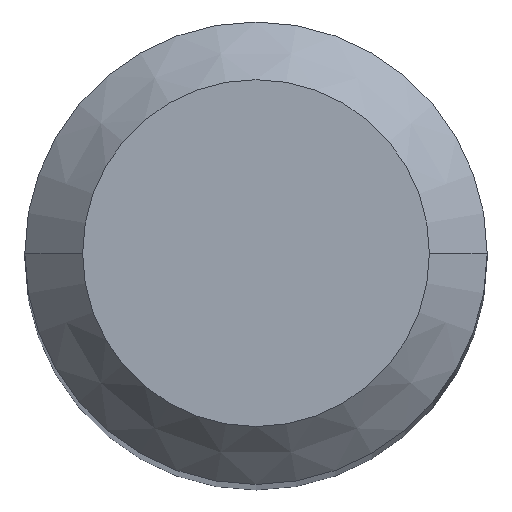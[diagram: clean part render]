
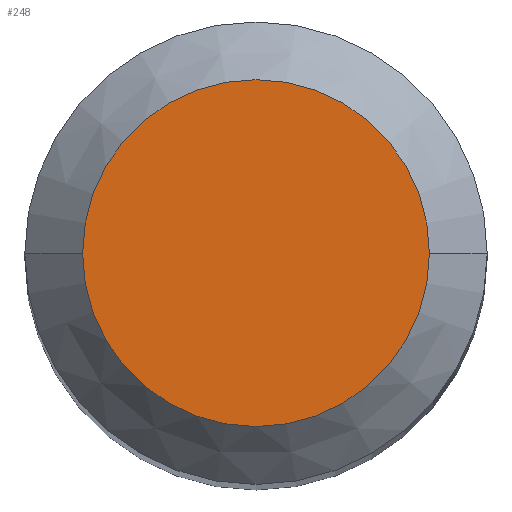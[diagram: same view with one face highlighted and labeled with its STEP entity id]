
A CAD part, top view. The second image highlights one B-rep face of the part: STEP entity #248.
In plain terms, the highlighted planar face has unit normal (0, 0, 1).
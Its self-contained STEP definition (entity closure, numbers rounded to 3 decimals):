
#61=CARTESIAN_POINT('',(0.,0.,57.));
#62=DIRECTION('',(0.,0.,1.));
#63=DIRECTION('',(1.,0.,0.));
#64=AXIS2_PLACEMENT_3D('',#61,#62,#63);
#66=CARTESIAN_POINT('',(0.,0.,57.));
#67=DIRECTION('',(0.,0.,1.));
#68=DIRECTION('',(-1.,0.,0.));
#69=AXIS2_PLACEMENT_3D('',#66,#67,#68);
#133=CARTESIAN_POINT('',(3.,0.,57.));
#134=CARTESIAN_POINT('',(-3.,0.,57.));
#135=VERTEX_POINT('',#133);
#136=VERTEX_POINT('',#134);
#238=CARTESIAN_POINT('',(0.,0.,57.));
#239=DIRECTION('',(0.,0.,1.));
#240=DIRECTION('',(1.,0.,0.));
#241=AXIS2_PLACEMENT_3D('',#238,#239,#240);
#242=PLANE('',#241);
#244=ORIENTED_EDGE('',*,*,#243,.F.);
#245=ORIENTED_EDGE('',*,*,#228,.F.);
#246=EDGE_LOOP('',(#244,#245));
#247=FACE_OUTER_BOUND('',#246,.F.);
#248=ADVANCED_FACE('',(#247),#242,.T.);
#65=CIRCLE('',#64,3.);
#70=CIRCLE('',#69,3.);
#228=EDGE_CURVE('',#136,#135,#70,.T.);
#243=EDGE_CURVE('',#135,#136,#65,.T.);
